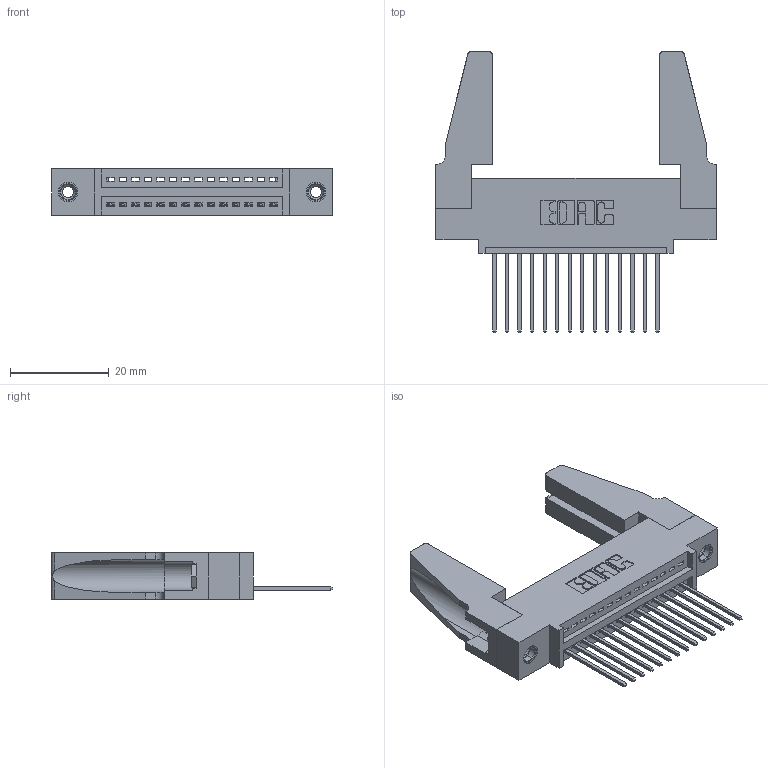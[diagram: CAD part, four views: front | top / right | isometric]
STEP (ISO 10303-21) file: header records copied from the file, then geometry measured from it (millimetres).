
FILE_DESCRIPTION (( 'STEP AP203' ), '1' );
FILE_NAME ('345-014-542-488.STEP', '2019-10-04T11:10:27', ( '' ), ( '' ), 'SwSTEP 2.0', 'SolidWorks 2016', '' );
FILE_SCHEMA (( 'CONFIG_CONTROL_DESIGN' ));
Length unit declared in the file: inch
Products named in the file (5): 345-292-001_345-293-142; 345-220-078_345-220-088; 345 Part_0.110 Offset - 0.156 Dia-TH; 345-014-542-488; 345-250-001_345-250-001-102
Assembly tree (19 placements, depth 2):
  345-014-542-488
    345 Part_0.110 Offset - 0.156 Dia-TH
    345-292-001_345-293-142  x14
    345-250-001_345-250-001-102  x2
    345-220-078_345-220-088  x2
Bounding box: 56.79 x 56.95 x 9.4 mm (x, y, z)
Volume: 8375.3 mm3; surface area: 9835.3 mm2
Topology: 19 solids, 19 shells, 1066 faces, 3131 edges, 2058 vertices
Faces by surface type: plane 716, cylinder 334, cone 12, torus 4
Entity records: 16604 total; most frequent: CARTESIAN_POINT 2868, ORIENTED_EDGE 2776, DIRECTION 2552, EDGE_CURVE 1388, LINE 1158, VECTOR 1158, VERTEX_POINT 918, AXIS2_PLACEMENT_3D 697
